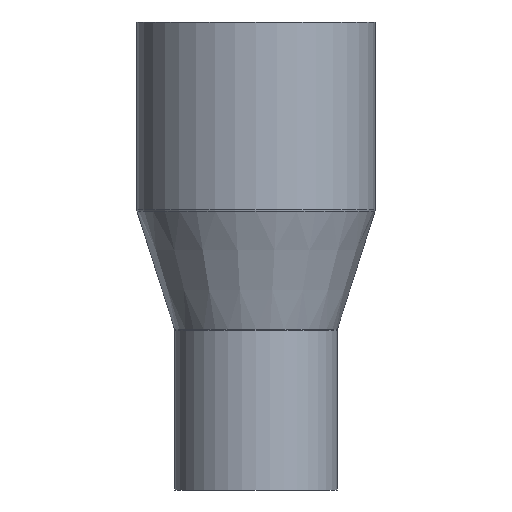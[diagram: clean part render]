
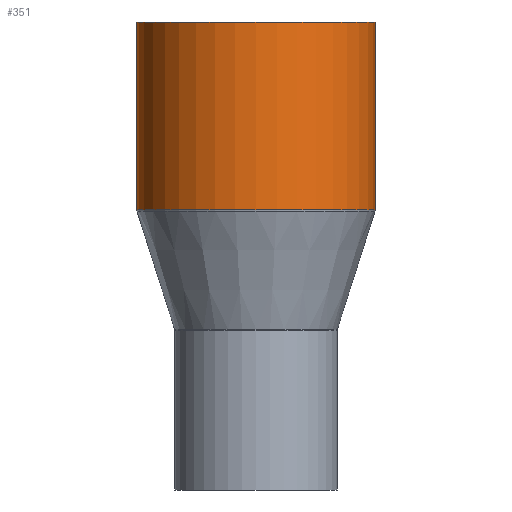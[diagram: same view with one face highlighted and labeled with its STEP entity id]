
A CAD part, front view. The second image highlights one B-rep face of the part: STEP entity #351.
In plain terms, the highlighted cylindrical face has radius 55 mm (diameter 110 mm), a partial arc.
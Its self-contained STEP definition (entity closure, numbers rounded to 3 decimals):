
#1 = EDGE_LOOP ( 'NONE', ( #115, #28, #43, #35 ) ) ;
#28 = ORIENTED_EDGE ( 'NONE', *, *, #466, .T. ) ;
#35 = ORIENTED_EDGE ( 'NONE', *, *, #575, .F. ) ;
#43 = ORIENTED_EDGE ( 'NONE', *, *, #285, .T. ) ;
#72 = CARTESIAN_POINT ( 'NONE',  ( 55., 0., 24.511 ) ) ;
#78 = VECTOR ( 'NONE', #461, 1000. ) ;
#104 = DIRECTION ( 'NONE',  ( 0., 0., -1. ) ) ;
#105 = LINE ( 'NONE', #195, #148 ) ;
#115 = ORIENTED_EDGE ( 'NONE', *, *, #651, .F. ) ;
#126 = VERTEX_POINT ( 'NONE', #385 ) ;
#144 = DIRECTION ( 'NONE',  ( 0., 0., -1. ) ) ;
#148 = VECTOR ( 'NONE', #144, 1000. ) ;
#173 = CARTESIAN_POINT ( 'NONE',  ( -55., 0., -16.533 ) ) ;
#195 = CARTESIAN_POINT ( 'NONE',  ( 55., 0., -16.533 ) ) ;
#205 = DIRECTION ( 'NONE',  ( -1., 0., 0. ) ) ;
#222 = CYLINDRICAL_SURFACE ( 'NONE', #291, 55. ) ;
#246 = VERTEX_POINT ( 'NONE', #72 ) ;
#255 = DIRECTION ( 'NONE',  ( 0., 0., -1. ) ) ;
#266 = CARTESIAN_POINT ( 'NONE',  ( 55., 0., 111.2 ) ) ;
#285 = EDGE_CURVE ( 'NONE', #620, #126, #467, .T. ) ;
#291 = AXIS2_PLACEMENT_3D ( 'NONE', #356, #362, #424 ) ;
#311 = VERTEX_POINT ( 'NONE', #266 ) ;
#317 = CIRCLE ( 'NONE', #400, 55. ) ;
#345 = CARTESIAN_POINT ( 'NONE',  ( 0., 0., 111.2 ) ) ;
#351 = ADVANCED_FACE ( 'NONE', ( #478 ), #222, .T. ) ;
#356 = CARTESIAN_POINT ( 'NONE',  ( 0., 0., -16.533 ) ) ;
#362 = DIRECTION ( 'NONE',  ( 0., 0., -1. ) ) ;
#385 = CARTESIAN_POINT ( 'NONE',  ( -55., 0., 24.511 ) ) ;
#400 = AXIS2_PLACEMENT_3D ( 'NONE', #345, #104, #524 ) ;
#416 = AXIS2_PLACEMENT_3D ( 'NONE', #520, #255, #205 ) ;
#424 = DIRECTION ( 'NONE',  ( -1., 0., 0. ) ) ;
#461 = DIRECTION ( 'NONE',  ( 0., 0., -1. ) ) ;
#466 = EDGE_CURVE ( 'NONE', #311, #620, #317, .T. ) ;
#467 = LINE ( 'NONE', #173, #78 ) ;
#478 = FACE_OUTER_BOUND ( 'NONE', #1, .T. ) ;
#516 = CIRCLE ( 'NONE', #416, 55. ) ;
#520 = CARTESIAN_POINT ( 'NONE',  ( 0., 0., 24.511 ) ) ;
#524 = DIRECTION ( 'NONE',  ( -1., 0., 0. ) ) ;
#575 = EDGE_CURVE ( 'NONE', #246, #126, #516, .T. ) ;
#620 = VERTEX_POINT ( 'NONE', #657 ) ;
#651 = EDGE_CURVE ( 'NONE', #311, #246, #105, .T. ) ;
#657 = CARTESIAN_POINT ( 'NONE',  ( -55., 0., 111.2 ) ) ;
